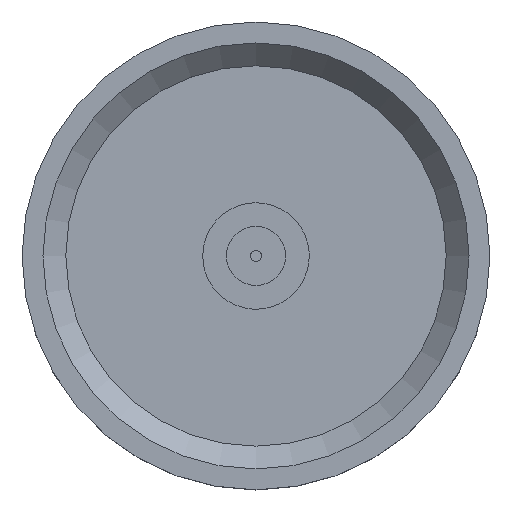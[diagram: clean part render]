
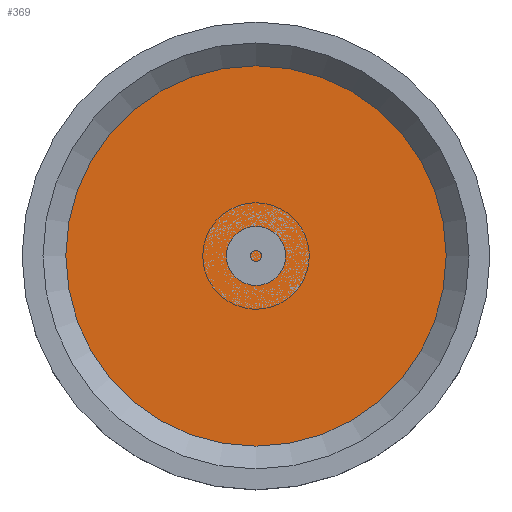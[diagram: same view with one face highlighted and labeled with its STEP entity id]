
A CAD part, top view. The second image highlights one B-rep face of the part: STEP entity #369.
In plain terms, the highlighted planar face has unit normal (0, 0, 1).
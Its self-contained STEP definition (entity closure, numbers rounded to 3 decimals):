
#324=CARTESIAN_POINT('',(25.,0.,-31.));
#325=VERTEX_POINT('',#324);
#342=CARTESIAN_POINT('',(0.,0.,-31.));
#343=DIRECTION('',(0.,0.,1.));
#344=DIRECTION('',(1.,0.,-0.));
#345=AXIS2_PLACEMENT_3D('',#342,#343,#344);
#346=CIRCLE('',#345,25.);
#347=EDGE_CURVE('',#325,#325,#346,.T.);
#361=CARTESIAN_POINT('',(0.,0.,-31.));
#362=DIRECTION('',(0.,0.,1.));
#363=DIRECTION('',(1.,0.,0.));
#364=AXIS2_PLACEMENT_3D('',#361,#362,#363);
#365=PLANE('',#364);
#366=ORIENTED_EDGE('',*,*,#347,.T.);
#367=EDGE_LOOP('',(#366));
#368=FACE_BOUND('',#367,.T.);
#369=ADVANCED_FACE('',(#368),#365,.T.);
